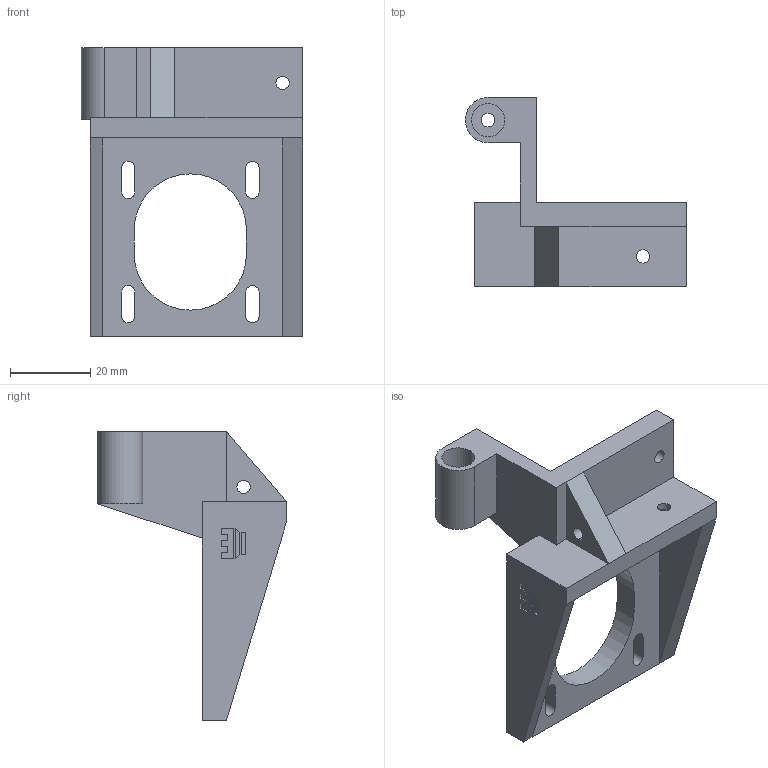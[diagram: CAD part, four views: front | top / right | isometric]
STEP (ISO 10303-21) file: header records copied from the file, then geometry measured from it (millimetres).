
FILE_DESCRIPTION (( 'STEP AP214' ), '1' );
FILE_NAME ('V1Rook_Top Left Motor Mount ROD MOD.STEP', '2022-11-28T15:44:51', ( '' ), ( '' ), 'SwSTEP 2.0', 'SolidWorks 2020', '' );
FILE_SCHEMA (( 'AUTOMOTIVE_DESIGN' ));
Length unit declared in the file: millimetre
Products named in the file (1): V1Rook_Top Left Motor Mount ROD MOD
Bounding box: 55.18 x 47.15 x 71.95 mm (x, y, z)
Volume: 27903.1 mm3; surface area: 13990.3 mm2
Topology: 1 solids, 1 shells, 87 faces, 228 edges, 149 vertices
Faces by surface type: plane 61, cylinder 26
Entity records: 2765 total; most frequent: CARTESIAN_POINT 465, DIRECTION 456, ORIENTED_EDGE 456, EDGE_CURVE 228, VECTOR 176, LINE 176, VERTEX_POINT 149, AXIS2_PLACEMENT_3D 140
